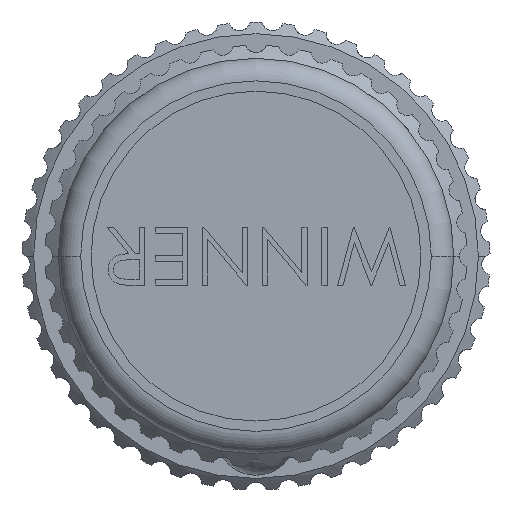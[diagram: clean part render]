
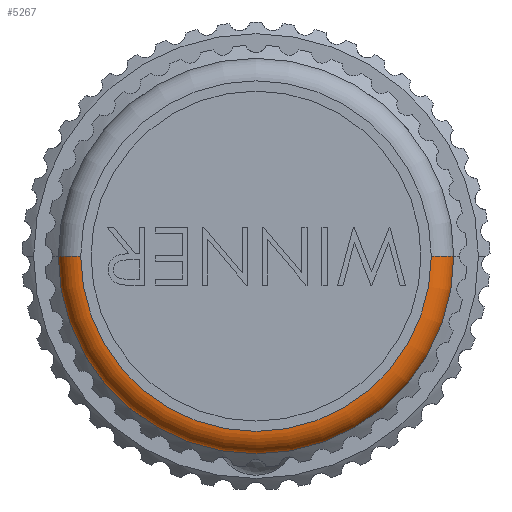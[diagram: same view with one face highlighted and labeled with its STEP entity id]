
A CAD part, left-side view. The second image highlights one B-rep face of the part: STEP entity #5267.
In plain terms, the highlighted toroidal (fillet/blend) face has major radius 12.009 mm and minor radius 1.6 mm.
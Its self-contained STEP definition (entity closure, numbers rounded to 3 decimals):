
#171 = CARTESIAN_POINT ( 'NONE',  ( -24.25, 0., 0. ) ) ;
#1591 = AXIS2_PLACEMENT_3D ( 'NONE', #22974, #8500, #12373 ) ;
#1744 = CIRCLE ( 'NONE', #1591, 1.6 ) ;
#1809 = CARTESIAN_POINT ( 'NONE',  ( -22.48, 13.6, 0. ) ) ;
#2031 = CIRCLE ( 'NONE', #20251, 13.6 ) ;
#2378 = DIRECTION ( 'NONE',  ( -1., 0., 0. ) ) ;
#2431 = FACE_OUTER_BOUND ( 'NONE', #11924, .T. ) ;
#5267 = ADVANCED_FACE ( 'NONE', ( #2431 ), #10606, .T. ) ;
#6286 = AXIS2_PLACEMENT_3D ( 'NONE', #9960, #20504, #22614 ) ;
#8116 = ORIENTED_EDGE ( 'NONE', *, *, #22659, .T. ) ;
#8500 = DIRECTION ( 'NONE',  ( 0., 0., -1. ) ) ;
#8558 = ORIENTED_EDGE ( 'NONE', *, *, #14148, .F. ) ;
#9754 = AXIS2_PLACEMENT_3D ( 'NONE', #171, #2378, #10923 ) ;
#9960 = CARTESIAN_POINT ( 'NONE',  ( -22.651, 12.009, 0. ) ) ;
#10606 = TOROIDAL_SURFACE ( 'NONE', #21938, 12.009, 1.6 ) ;
#10923 = DIRECTION ( 'NONE',  ( 0., 1., 0. ) ) ;
#10965 = CARTESIAN_POINT ( 'NONE',  ( -22.651, 0., 0. ) ) ;
#11924 = EDGE_LOOP ( 'NONE', ( #8116, #13146, #8558, #15509 ) ) ;
#12363 = CARTESIAN_POINT ( 'NONE',  ( -24.25, 12.059, 0. ) ) ;
#12373 = DIRECTION ( 'NONE',  ( 0., 1., 0. ) ) ;
#12741 = CIRCLE ( 'NONE', #6286, 1.6 ) ;
#12800 = VERTEX_POINT ( 'NONE', #1809 ) ;
#13075 = DIRECTION ( 'NONE',  ( -1., 0., 0. ) ) ;
#13146 = ORIENTED_EDGE ( 'NONE', *, *, #21972, .T. ) ;
#13337 = DIRECTION ( 'NONE',  ( 0., 1., 0. ) ) ;
#13795 = CARTESIAN_POINT ( 'NONE',  ( -24.25, -12.059, 0. ) ) ;
#14148 = EDGE_CURVE ( 'NONE', #15671, #24955, #21612, .T. ) ;
#15163 = DIRECTION ( 'NONE',  ( -1., 0., 0. ) ) ;
#15351 = CARTESIAN_POINT ( 'NONE',  ( -22.48, 0., 0. ) ) ;
#15509 = ORIENTED_EDGE ( 'NONE', *, *, #17323, .F. ) ;
#15671 = VERTEX_POINT ( 'NONE', #12363 ) ;
#17323 = EDGE_CURVE ( 'NONE', #12800, #15671, #12741, .T. ) ;
#19637 = DIRECTION ( 'NONE',  ( 0., 1., 0. ) ) ;
#20251 = AXIS2_PLACEMENT_3D ( 'NONE', #15351, #15163, #13337 ) ;
#20504 = DIRECTION ( 'NONE',  ( 0., 0., 1. ) ) ;
#20730 = CARTESIAN_POINT ( 'NONE',  ( -22.48, -13.6, 0. ) ) ;
#21612 = CIRCLE ( 'NONE', #9754, 12.059 ) ;
#21938 = AXIS2_PLACEMENT_3D ( 'NONE', #10965, #13075, #19637 ) ;
#21972 = EDGE_CURVE ( 'NONE', #25042, #24955, #1744, .T. ) ;
#22614 = DIRECTION ( 'NONE',  ( 0., -1., 0. ) ) ;
#22659 = EDGE_CURVE ( 'NONE', #12800, #25042, #2031, .T. ) ;
#22974 = CARTESIAN_POINT ( 'NONE',  ( -22.651, -12.009, 0. ) ) ;
#24955 = VERTEX_POINT ( 'NONE', #13795 ) ;
#25042 = VERTEX_POINT ( 'NONE', #20730 ) ;
